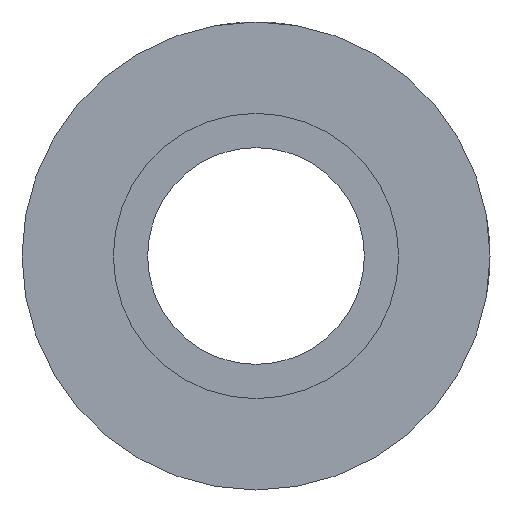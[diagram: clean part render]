
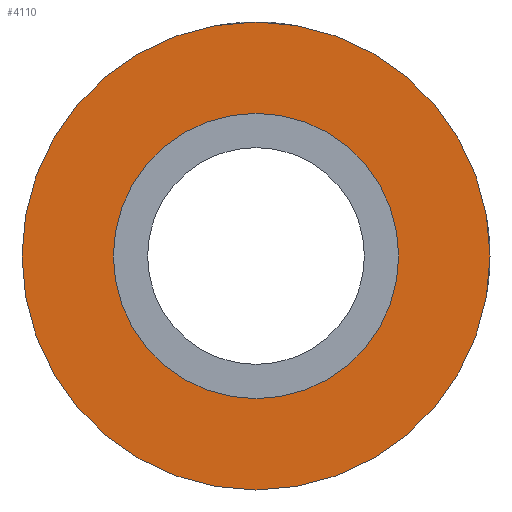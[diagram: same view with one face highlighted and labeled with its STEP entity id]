
A CAD part, front view. The second image highlights one B-rep face of the part: STEP entity #4110.
In plain terms, the highlighted planar face has unit normal (0, -1, 0).
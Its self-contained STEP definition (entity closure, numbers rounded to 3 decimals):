
#11 = DIRECTION ( 'NONE',  ( 0., 0., -1. ) ) ;
#48 = VERTEX_POINT ( 'NONE', #2591 ) ;
#51 = DIRECTION ( 'NONE',  ( 0., -1., 0. ) ) ;
#203 = EDGE_CURVE ( 'NONE', #3886, #4306, #1389, .T. ) ;
#518 = CARTESIAN_POINT ( 'NONE',  ( -9.586, 0.134, 61.5 ) ) ;
#700 = AXIS2_PLACEMENT_3D ( 'NONE', #918, #4455, #4102 ) ;
#754 = CARTESIAN_POINT ( 'NONE',  ( -9.586, 0.134, 53.5 ) ) ;
#884 = VERTEX_POINT ( 'NONE', #754 ) ;
#918 = CARTESIAN_POINT ( 'NONE',  ( -9.586, 0.134, 41. ) ) ;
#1163 = EDGE_LOOP ( 'NONE', ( #2189, #4005 ) ) ;
#1337 = CARTESIAN_POINT ( 'NONE',  ( -9.586, 0.134, 41. ) ) ;
#1357 = DIRECTION ( 'NONE',  ( 0., -1., 0. ) ) ;
#1381 = DIRECTION ( 'NONE',  ( 0., 0., -1. ) ) ;
#1389 = CIRCLE ( 'NONE', #3967, 20.5 ) ;
#1650 = EDGE_CURVE ( 'NONE', #4306, #3886, #3596, .T. ) ;
#1659 = CIRCLE ( 'NONE', #700, 12.5 ) ;
#1812 = CARTESIAN_POINT ( 'NONE',  ( -9.586, 0.134, 41. ) ) ;
#1946 = ORIENTED_EDGE ( 'NONE', *, *, #203, .T. ) ;
#2102 = FACE_BOUND ( 'NONE', #1163, .T. ) ;
#2184 = CARTESIAN_POINT ( 'NONE',  ( -9.586, 0.134, 41. ) ) ;
#2189 = ORIENTED_EDGE ( 'NONE', *, *, #4037, .F. ) ;
#2321 = CIRCLE ( 'NONE', #3943, 12.5 ) ;
#2449 = PLANE ( 'NONE',  #2631 ) ;
#2591 = CARTESIAN_POINT ( 'NONE',  ( -9.586, 0.134, 28.5 ) ) ;
#2617 = DIRECTION ( 'NONE',  ( 0., 0., -1. ) ) ;
#2631 = AXIS2_PLACEMENT_3D ( 'NONE', #2184, #51, #11 ) ;
#2923 = EDGE_LOOP ( 'NONE', ( #4142, #1946 ) ) ;
#3319 = CARTESIAN_POINT ( 'NONE',  ( -9.586, 0.134, 20.5 ) ) ;
#3486 = DIRECTION ( 'NONE',  ( 0., -1., 0. ) ) ;
#3527 = AXIS2_PLACEMENT_3D ( 'NONE', #1812, #4269, #2617 ) ;
#3596 = CIRCLE ( 'NONE', #3527, 20.5 ) ;
#3792 = DIRECTION ( 'NONE',  ( 0., 0., -1. ) ) ;
#3886 = VERTEX_POINT ( 'NONE', #518 ) ;
#3924 = FACE_OUTER_BOUND ( 'NONE', #2923, .T. ) ;
#3943 = AXIS2_PLACEMENT_3D ( 'NONE', #1337, #1357, #1381 ) ;
#3967 = AXIS2_PLACEMENT_3D ( 'NONE', #4463, #3486, #3792 ) ;
#4005 = ORIENTED_EDGE ( 'NONE', *, *, #4400, .F. ) ;
#4037 = EDGE_CURVE ( 'NONE', #48, #884, #2321, .T. ) ;
#4102 = DIRECTION ( 'NONE',  ( 0., 0., -1. ) ) ;
#4110 = ADVANCED_FACE ( 'NONE', ( #2102, #3924 ), #2449, .T. ) ;
#4142 = ORIENTED_EDGE ( 'NONE', *, *, #1650, .T. ) ;
#4269 = DIRECTION ( 'NONE',  ( 0., -1., 0. ) ) ;
#4306 = VERTEX_POINT ( 'NONE', #3319 ) ;
#4400 = EDGE_CURVE ( 'NONE', #884, #48, #1659, .T. ) ;
#4455 = DIRECTION ( 'NONE',  ( 0., -1., 0. ) ) ;
#4463 = CARTESIAN_POINT ( 'NONE',  ( -9.586, 0.134, 41. ) ) ;
